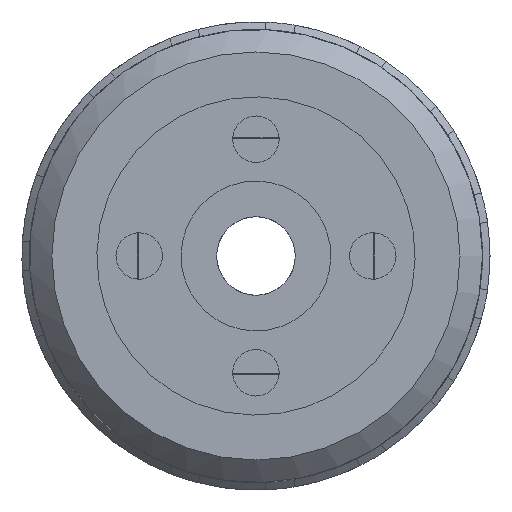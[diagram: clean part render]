
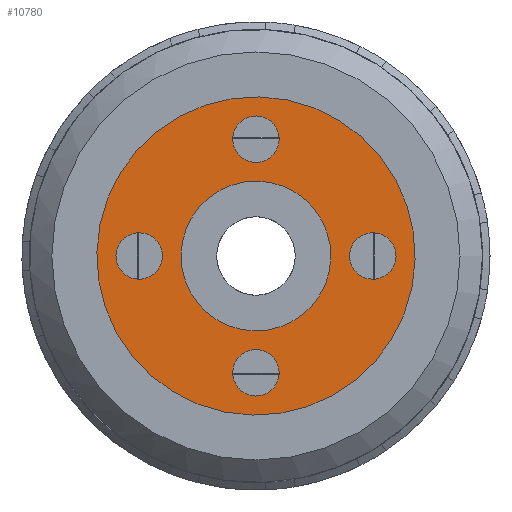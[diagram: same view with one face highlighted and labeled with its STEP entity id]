
A CAD part, front view. The second image highlights one B-rep face of the part: STEP entity #10780.
In plain terms, the highlighted face is planar.
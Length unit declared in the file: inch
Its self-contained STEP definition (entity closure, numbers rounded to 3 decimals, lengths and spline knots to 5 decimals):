
#10709=CARTESIAN_POINT('',(0.0,1.0,0.0));
#10710=DIRECTION('',(0.0,0.0,-1.0));
#10711=DIRECTION('',(-1.0,0.0,0.0));
#10712=AXIS2_PLACEMENT_3D('',#10709,#10710,#10711);
#10713=PLANE('',#10712);
#10714=CARTESIAN_POINT('',(1.01878,1.86486,0.));
#10715=VERTEX_POINT('',#10714);
#10716=CARTESIAN_POINT('',(0.0,0.0,0.));
#10717=DIRECTION('',(0.0,0.0,-1.0));
#10718=DIRECTION('',(1.0,0.0,0.0));
#10719=AXIS2_PLACEMENT_3D('',#10716,#10717,#10718);
#10720=CIRCLE('',#10719,2.125);
#10721=EDGE_CURVE('',#10715,#10715,#10720,.T.);
#10722=ORIENTED_EDGE('',*,*,#10721,.T.);
#10723=EDGE_LOOP('',(#10722));
#10724=FACE_OUTER_BOUND('',#10723,.T.);
#10725=CARTESIAN_POINT('',(0.14862,1.83205,0.0));
#10726=VERTEX_POINT('',#10725);
#10727=CARTESIAN_POINT('',(0.,1.56,0.0));
#10728=DIRECTION('',(0.0,0.0,-1.0));
#10729=DIRECTION('',(1.0,0.0,0.0));
#10730=AXIS2_PLACEMENT_3D('',#10727,#10728,#10729);
#10731=CIRCLE('',#10730,0.31);
#10732=EDGE_CURVE('',#10726,#10726,#10731,.T.);
#10733=ORIENTED_EDGE('',*,*,#10732,.F.);
#10734=EDGE_LOOP('',(#10733));
#10735=FACE_BOUND('',#10734,.T.);
#10736=CARTESIAN_POINT('',(-1.83205,0.14862,0.0));
#10737=VERTEX_POINT('',#10736);
#10738=CARTESIAN_POINT('',(-1.56,0.,0.0));
#10739=DIRECTION('',(0.0,0.0,-1.0));
#10740=DIRECTION('',(1.0,0.0,0.0));
#10741=AXIS2_PLACEMENT_3D('',#10738,#10739,#10740);
#10742=CIRCLE('',#10741,0.31);
#10743=EDGE_CURVE('',#10737,#10737,#10742,.T.);
#10744=ORIENTED_EDGE('',*,*,#10743,.F.);
#10745=EDGE_LOOP('',(#10744));
#10746=FACE_BOUND('',#10745,.T.);
#10747=CARTESIAN_POINT('',(-0.14862,-1.83205,0.0));
#10748=VERTEX_POINT('',#10747);
#10749=CARTESIAN_POINT('',(0.,-1.56,0.0));
#10750=DIRECTION('',(0.0,0.0,-1.0));
#10751=DIRECTION('',(1.0,0.0,0.0));
#10752=AXIS2_PLACEMENT_3D('',#10749,#10750,#10751);
#10753=CIRCLE('',#10752,0.31);
#10754=EDGE_CURVE('',#10748,#10748,#10753,.T.);
#10755=ORIENTED_EDGE('',*,*,#10754,.F.);
#10756=EDGE_LOOP('',(#10755));
#10757=FACE_BOUND('',#10756,.T.);
#10758=CARTESIAN_POINT('',(0.47943,0.87758,0.));
#10759=VERTEX_POINT('',#10758);
#10760=CARTESIAN_POINT('',(0.0,0.0,0.));
#10761=DIRECTION('',(0.0,0.0,-1.0));
#10762=DIRECTION('',(1.0,0.0,0.0));
#10763=AXIS2_PLACEMENT_3D('',#10760,#10761,#10762);
#10764=CIRCLE('',#10763,1.0);
#10765=EDGE_CURVE('',#10759,#10759,#10764,.T.);
#10766=ORIENTED_EDGE('',*,*,#10765,.F.);
#10767=EDGE_LOOP('',(#10766));
#10768=FACE_BOUND('',#10767,.T.);
#10769=CARTESIAN_POINT('',(1.83205,-0.14862,0.0));
#10770=VERTEX_POINT('',#10769);
#10771=CARTESIAN_POINT('',(1.56,0.0,0.0));
#10772=DIRECTION('',(0.0,0.0,-1.0));
#10773=DIRECTION('',(1.0,0.0,0.0));
#10774=AXIS2_PLACEMENT_3D('',#10771,#10772,#10773);
#10775=CIRCLE('',#10774,0.31);
#10776=EDGE_CURVE('',#10770,#10770,#10775,.T.);
#10777=ORIENTED_EDGE('',*,*,#10776,.F.);
#10778=EDGE_LOOP('',(#10777));
#10779=FACE_BOUND('',#10778,.T.);
#10780=ADVANCED_FACE('',(#10724,#10735,#10746,#10757,#10768,#10779),#10713,.T.);
